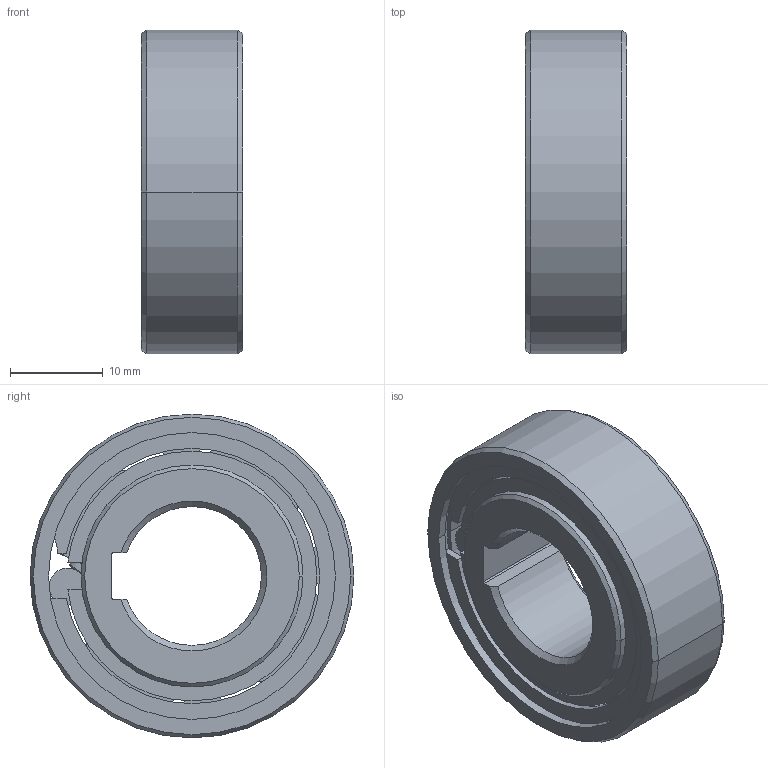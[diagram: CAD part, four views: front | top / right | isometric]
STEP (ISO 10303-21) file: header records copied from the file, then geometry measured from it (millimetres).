
FILE_DESCRIPTION((''),'2;1');
FILE_NAME('FREILAUF_AS15_ASM','2025-05-08T13:19:31',('Administrator'),(''),'CREO PARAMETRIC BY PTC INC, 2020184','CREO PARAMETRIC BY PTC INC, 2020184','');
FILE_SCHEMA(('AUTOMOTIVE_DESIGN { 1 0 10303 214 1 1 1 1 }'));
Length unit declared in the file: millimetre
Products named in the file (10): STERN_AS15_NICO_1; DRUCKBOLZEN_AS8_1; DRUCKFEDER_AS8_5_1; ANFED_KPL_AS8_6_AS8_5_ASM_1_ASM; ROLLE_4X6_1; A-RING_AS15_NICO_1; ESB_31_NICO_1; SPRENGRING_SW24_NICO_1; FREILAUF_AS15_NICO_ASM_1_ASM; FREILAUF_AS15_ASM
Assembly tree (17 placements, depth 4):
  FREILAUF_AS15_ASM
    FREILAUF_AS15_NICO_ASM_1_ASM
      STERN_AS15_NICO_1
      ANFED_KPL_AS8_6_AS8_5_ASM_1_ASM  x4
        DRUCKBOLZEN_AS8_1
        DRUCKFEDER_AS8_5_1
      ROLLE_4X6_1  x4
      A-RING_AS15_NICO_1
      ESB_31_NICO_1  x2
      SPRENGRING_SW24_NICO_1  x2
Bounding box: 11 x 35 x 35 mm (x, y, z)
Volume: 6586.3 mm3; surface area: 7982.7 mm2
Topology: 18 solids, 18 shells, 224 faces, 564 edges, 378 vertices
Faces by surface type: plane 81, cylinder 69, cone 42, bspline 24, torus 8
Entity records: 6613 total; most frequent: CARTESIAN_POINT 2369, DIRECTION 835, ORIENTED_EDGE 726, EDGE_CURVE 363, AXIS2_PLACEMENT_3D 356, VERTEX_POINT 248, CIRCLE 174, EDGE_LOOP 147
